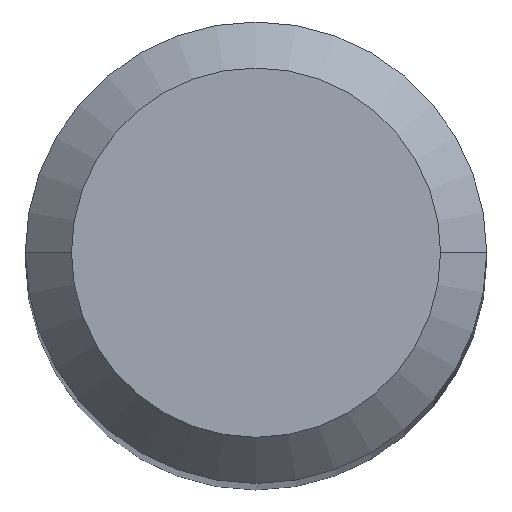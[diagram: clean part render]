
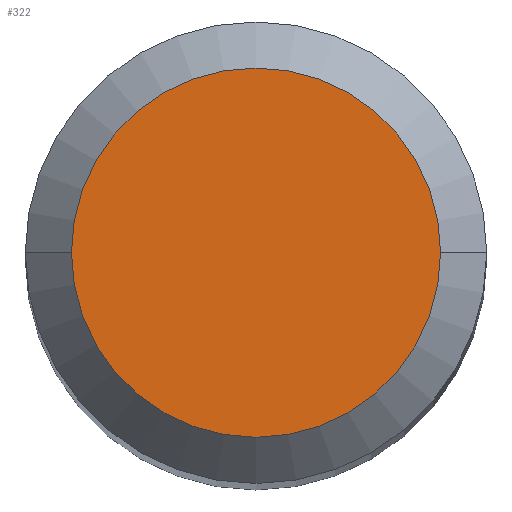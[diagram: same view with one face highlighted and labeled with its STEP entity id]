
A CAD part, top view. The second image highlights one B-rep face of the part: STEP entity #322.
In plain terms, the highlighted planar face has unit normal (0, 0, 1).
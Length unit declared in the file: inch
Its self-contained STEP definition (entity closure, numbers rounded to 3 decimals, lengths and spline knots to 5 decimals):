
#31 = CARTESIAN_POINT ( 'NONE',  ( 0.04724, 0., 0. ) ) ;
#62 = AXIS2_PLACEMENT_3D ( 'NONE', #443, #287, #368 ) ;
#106 = DIRECTION ( 'NONE',  ( 0., 0., -1. ) ) ;
#114 = AXIS2_PLACEMENT_3D ( 'NONE', #255, #106, #417 ) ;
#117 = VERTEX_POINT ( 'NONE', #280 ) ;
#147 = CIRCLE ( 'NONE', #62, 0.04724 ) ;
#150 = EDGE_CURVE ( 'NONE', #273, #117, #219, .T. ) ;
#219 = CIRCLE ( 'NONE', #303, 0.04724 ) ;
#243 = EDGE_LOOP ( 'NONE', ( #266, #378 ) ) ;
#255 = CARTESIAN_POINT ( 'NONE',  ( 0., 0., 0. ) ) ;
#266 = ORIENTED_EDGE ( 'NONE', *, *, #446, .T. ) ;
#272 = DIRECTION ( 'NONE',  ( 1., 0., 0. ) ) ;
#273 = VERTEX_POINT ( 'NONE', #31 ) ;
#280 = CARTESIAN_POINT ( 'NONE',  ( -0.04724, 0., 0. ) ) ;
#287 = DIRECTION ( 'NONE',  ( 0., 0., 1. ) ) ;
#294 = PLANE ( 'NONE',  #114 ) ;
#303 = AXIS2_PLACEMENT_3D ( 'NONE', #326, #479, #272 ) ;
#322 = ADVANCED_FACE ( 'NONE', ( #336 ), #294, .F. ) ;
#326 = CARTESIAN_POINT ( 'NONE',  ( 0., 0., 0. ) ) ;
#336 = FACE_OUTER_BOUND ( 'NONE', #243, .T. ) ;
#368 = DIRECTION ( 'NONE',  ( 1., 0., 0. ) ) ;
#378 = ORIENTED_EDGE ( 'NONE', *, *, #150, .T. ) ;
#417 = DIRECTION ( 'NONE',  ( -1., 0., 0. ) ) ;
#443 = CARTESIAN_POINT ( 'NONE',  ( 0., 0., 0. ) ) ;
#446 = EDGE_CURVE ( 'NONE', #117, #273, #147, .T. ) ;
#479 = DIRECTION ( 'NONE',  ( 0., 0., 1. ) ) ;
